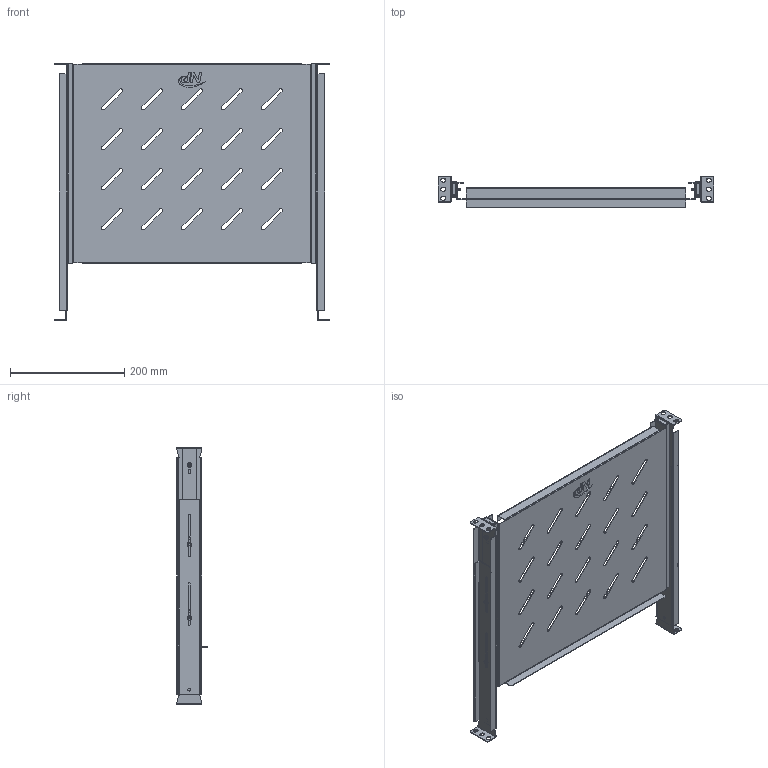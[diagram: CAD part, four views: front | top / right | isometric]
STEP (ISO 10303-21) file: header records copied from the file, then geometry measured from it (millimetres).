
FILE_DESCRIPTION((''),'2;1');
FILE_NAME('1_ASM','2021-08-04T',('Administrator'),(''),'PRO/ENGINEER BY PARAMETRIC TECHNOLOGY CORPORATION, 2010100','PRO/ENGINEER BY PARAMETRIC TECHNOLOGY CORPORATION, 2010100','');
FILE_SCHEMA(('CONFIG_CONTROL_DESIGN'));
Length unit declared in the file: millimetre
Products named in the file (12): 443X650TB_5; DG4_2; DG55_2; PRT0001_2; SATAB_APC_2_3; SATAB_APC_3_3; DG666_ASM_3_ASM; M4X8LS_2; M4LUOMU_2; M4_ASM_3_ASM; ZHONGCHENG_ASM_10_ASM; 1_ASM
Assembly tree (23 placements, depth 4):
  1_ASM
    ZHONGCHENG_ASM_10_ASM
      443X650TB_5
      DG666_ASM_3_ASM  x2
        DG4_2
        DG55_2
        PRT0001_2
        SATAB_APC_2_3
        SATAB_APC_3_3
      M4X8LS_2  x6
      M4_ASM_3_ASM  x6
        M4X8LS_2
        M4LUOMU_2
Bounding box: 483 x 53.4 x 450 mm (x, y, z)
Volume: 439764.2 mm3; surface area: 700556.5 mm2
Topology: 29 solids, 29 shells, 1468 faces, 3904 edges, 2510 vertices
Faces by surface type: plane 706, cylinder 614, bspline 96, cone 36, torus 12, extrusion 4
Entity records: 20439 total; most frequent: CARTESIAN_POINT 7395, DIRECTION 2668, ORIENTED_EDGE 2626, EDGE_CURVE 1313, AXIS2_PLACEMENT_3D 904, VECTOR 860, LINE 856, VERTEX_POINT 824
